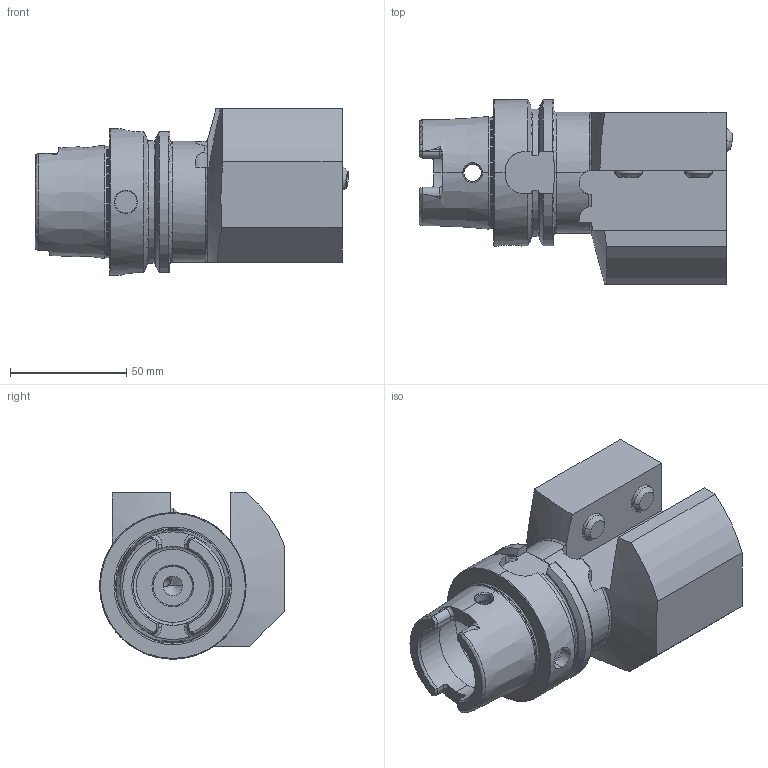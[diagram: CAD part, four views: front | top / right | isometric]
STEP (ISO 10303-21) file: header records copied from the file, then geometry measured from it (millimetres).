
FILE_DESCRIPTION (( 'STEP AP214' ), '1' );
FILE_NAME ('HA6.V25.L11.100.STEP', '2020-09-16T14:34:29', ( '' ), ( '' ), 'SwSTEP 2.0', 'SolidWorks 2017', '' );
FILE_SCHEMA (( 'AUTOMOTIVE_DESIGN' ));
Length unit declared in the file: millimetre
Products named in the file (6): KU1-U14.001.012; HA6.V25.L11.100; ISO 4026 - M12 x 25; HA6-V25.L11.100_B; KU1-U14.001.012_2; KU1-U14.001.012_1
Assembly tree (6 placements, depth 3):
  HA6.V25.L11.100
    HA6-V25.L11.100_B
    ISO 4026 - M12 x 25  x2
    KU1-U14.001.012
      KU1-U14.001.012_1
      KU1-U14.001.012_2
Bounding box: 134.71 x 79.5 x 71.5 mm (x, y, z)
Volume: 330515.8 mm3; surface area: 52432 mm2
Topology: 5 solids, 5 shells, 241 faces, 625 edges, 389 vertices
Faces by surface type: plane 76, cylinder 68, cone 54, torus 34, bspline 5, sphere 4
Entity records: 9560 total; most frequent: CARTESIAN_POINT 2743, ORIENTED_EDGE 1158, DIRECTION 1118, EDGE_CURVE 579, AXIS2_PLACEMENT_3D 453, VERTEX_POINT 363, EDGE_LOOP 242, ADVANCED_FACE 226
